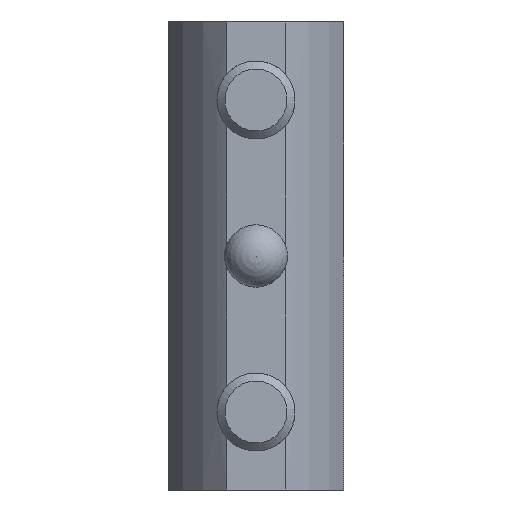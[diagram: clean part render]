
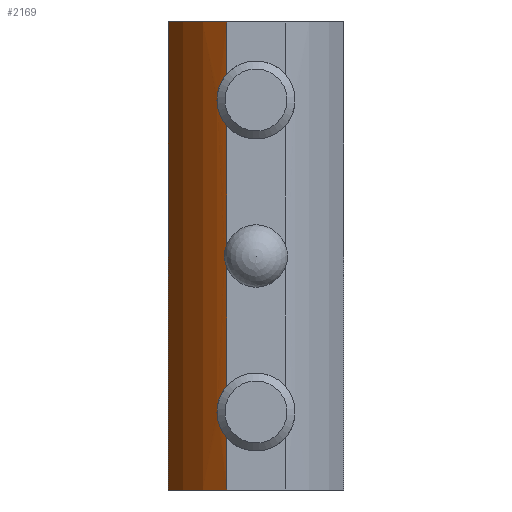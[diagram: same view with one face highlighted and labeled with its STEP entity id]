
A CAD part, front view. The second image highlights one B-rep face of the part: STEP entity #2169.
In plain terms, the highlighted cylindrical face has radius 15.552 mm (diameter 31.104 mm), a partial arc.
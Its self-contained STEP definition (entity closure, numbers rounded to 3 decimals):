
#155=B_SPLINE_CURVE_WITH_KNOTS('',3,(#3114,#3115,#3116,#3117,#3118,#3119,
#3120,#3121,#3122,#3123),.UNSPECIFIED.,.F.,.F.,(4,2,2,2,4),(0.763,
0.871,0.985,1.099,1.207),
 .UNSPECIFIED.);
#167=B_SPLINE_CURVE_WITH_KNOTS('',3,(#3482,#3483,#3484,#3485,#3486,#3487,
#3488,#3489,#3490,#3491),.UNSPECIFIED.,.F.,.F.,(4,2,2,2,4),(0.406,
0.436,0.49,0.545,0.575),
 .UNSPECIFIED.);
#168=B_SPLINE_CURVE_WITH_KNOTS('',3,(#3495,#3496,#3497,#3498,#3499,#3500,
#3501,#3502,#3503,#3504),.UNSPECIFIED.,.F.,.F.,(4,2,2,2,4),(0.763,
0.871,0.985,1.099,1.207),
 .UNSPECIFIED.);
#282=FACE_OUTER_BOUND('',#426,.T.);
#426=EDGE_LOOP('',(#1627,#1628,#1629,#1630,#1631,#1632,#1633,#1634,#1635,
#1636));
#578=LINE('',#3480,#724);
#579=LINE('',#3493,#725);
#580=LINE('',#3506,#726);
#581=LINE('',#3510,#727);
#582=LINE('',#3513,#728);
#724=VECTOR('',#2723,9.181);
#725=VECTOR('',#2724,9.181);
#726=VECTOR('',#2725,4.016);
#727=VECTOR('',#2728,36.);
#728=VECTOR('',#2731,4.016);
#844=CIRCLE('',#2340,15.552);
#845=CIRCLE('',#2341,15.552);
#912=VERTEX_POINT('',#3111);
#913=VERTEX_POINT('',#3113);
#969=VERTEX_POINT('',#3479);
#970=VERTEX_POINT('',#3481);
#971=VERTEX_POINT('',#3492);
#972=VERTEX_POINT('',#3494);
#973=VERTEX_POINT('',#3505);
#974=VERTEX_POINT('',#3507);
#975=VERTEX_POINT('',#3509);
#976=VERTEX_POINT('',#3511);
#1096=EDGE_CURVE('',#913,#912,#155,.T.);
#1199=EDGE_CURVE('',#969,#912,#578,.T.);
#1200=EDGE_CURVE('',#969,#970,#167,.T.);
#1201=EDGE_CURVE('',#971,#970,#579,.T.);
#1202=EDGE_CURVE('',#971,#972,#168,.T.);
#1203=EDGE_CURVE('',#973,#972,#580,.T.);
#1204=EDGE_CURVE('',#974,#973,#844,.T.);
#1205=EDGE_CURVE('',#975,#974,#581,.T.);
#1206=EDGE_CURVE('',#976,#975,#845,.T.);
#1207=EDGE_CURVE('',#913,#976,#582,.T.);
#1627=ORIENTED_EDGE('',*,*,#1096,.T.);
#1628=ORIENTED_EDGE('',*,*,#1199,.F.);
#1629=ORIENTED_EDGE('',*,*,#1200,.T.);
#1630=ORIENTED_EDGE('',*,*,#1201,.F.);
#1631=ORIENTED_EDGE('',*,*,#1202,.T.);
#1632=ORIENTED_EDGE('',*,*,#1203,.F.);
#1633=ORIENTED_EDGE('',*,*,#1204,.F.);
#1634=ORIENTED_EDGE('',*,*,#1205,.F.);
#1635=ORIENTED_EDGE('',*,*,#1206,.F.);
#1636=ORIENTED_EDGE('',*,*,#1207,.F.);
#1982=CYLINDRICAL_SURFACE('',#2339,15.552);
#2169=ADVANCED_FACE('',(#282),#1982,.T.);
#2339=AXIS2_PLACEMENT_3D('',#3478,#2721,#2722);
#2340=AXIS2_PLACEMENT_3D('',#3508,#2726,#2727);
#2341=AXIS2_PLACEMENT_3D('',#3512,#2729,#2730);
#2721=DIRECTION('center_axis',(0.,0.,1.));
#2722=DIRECTION('ref_axis',(-0.936,-0.351,0.));
#2723=DIRECTION('',(0.,0.,-1.));
#2724=DIRECTION('',(0.,0.,-1.));
#2725=DIRECTION('',(0.,0.,-1.));
#2726=DIRECTION('center_axis',(0.,0.,1.));
#2727=DIRECTION('ref_axis',(-0.936,-0.351,0.));
#2728=DIRECTION('',(0.,0.,1.));
#2729=DIRECTION('center_axis',(0.,0.,-1.));
#2730=DIRECTION('ref_axis',(-0.936,-0.351,0.));
#2731=DIRECTION('',(0.,0.,-1.));
#3111=CARTESIAN_POINT('',(-2.25,-10.9,-10.016));
#3113=CARTESIAN_POINT('',(-2.25,-10.9,-13.984));
#3114=CARTESIAN_POINT('Ctrl Pts',(-2.25,-10.9,-13.984));
#3115=CARTESIAN_POINT('Ctrl Pts',(-2.459,-10.723,-13.748));
#3116=CARTESIAN_POINT('Ctrl Pts',(-2.648,-10.551,-13.454));
#3117=CARTESIAN_POINT('Ctrl Pts',(-2.923,-10.296,-12.773));
#3118=CARTESIAN_POINT('Ctrl Pts',(-3.,-10.22,-12.381));
#3119=CARTESIAN_POINT('Ctrl Pts',(-3.,-10.22,-11.619));
#3120=CARTESIAN_POINT('Ctrl Pts',(-2.923,-10.296,-11.227));
#3121=CARTESIAN_POINT('Ctrl Pts',(-2.648,-10.551,-10.546));
#3122=CARTESIAN_POINT('Ctrl Pts',(-2.459,-10.723,-10.252));
#3123=CARTESIAN_POINT('Ctrl Pts',(-2.25,-10.9,-10.016));
#3478=CARTESIAN_POINT('Origin',(7.813,0.957,0.));
#3479=CARTESIAN_POINT('',(-2.25,-10.9,-0.835));
#3480=CARTESIAN_POINT('',(-2.25,-10.9,0.));
#3481=CARTESIAN_POINT('',(-2.25,-10.9,0.835));
#3482=CARTESIAN_POINT('Ctrl Pts',(-2.25,-10.9,-0.835));
#3483=CARTESIAN_POINT('Ctrl Pts',(-2.294,-10.863,-0.748));
#3484=CARTESIAN_POINT('Ctrl Pts',(-2.331,-10.831,-0.655));
#3485=CARTESIAN_POINT('Ctrl Pts',(-2.415,-10.758,-0.377));
#3486=CARTESIAN_POINT('Ctrl Pts',(-2.442,-10.734,-0.182));
#3487=CARTESIAN_POINT('Ctrl Pts',(-2.442,-10.734,0.182));
#3488=CARTESIAN_POINT('Ctrl Pts',(-2.415,-10.758,0.377));
#3489=CARTESIAN_POINT('Ctrl Pts',(-2.331,-10.831,0.655));
#3490=CARTESIAN_POINT('Ctrl Pts',(-2.294,-10.863,0.748));
#3491=CARTESIAN_POINT('Ctrl Pts',(-2.25,-10.9,0.835));
#3492=CARTESIAN_POINT('',(-2.25,-10.9,10.016));
#3493=CARTESIAN_POINT('',(-2.25,-10.9,0.));
#3494=CARTESIAN_POINT('',(-2.25,-10.9,13.984));
#3495=CARTESIAN_POINT('Ctrl Pts',(-2.25,-10.9,10.016));
#3496=CARTESIAN_POINT('Ctrl Pts',(-2.459,-10.723,10.252));
#3497=CARTESIAN_POINT('Ctrl Pts',(-2.648,-10.551,10.546));
#3498=CARTESIAN_POINT('Ctrl Pts',(-2.923,-10.296,11.227));
#3499=CARTESIAN_POINT('Ctrl Pts',(-3.,-10.22,11.619));
#3500=CARTESIAN_POINT('Ctrl Pts',(-3.,-10.22,12.381));
#3501=CARTESIAN_POINT('Ctrl Pts',(-2.923,-10.296,12.773));
#3502=CARTESIAN_POINT('Ctrl Pts',(-2.648,-10.551,13.454));
#3503=CARTESIAN_POINT('Ctrl Pts',(-2.459,-10.723,13.748));
#3504=CARTESIAN_POINT('Ctrl Pts',(-2.25,-10.9,13.984));
#3505=CARTESIAN_POINT('',(-2.25,-10.9,18.));
#3506=CARTESIAN_POINT('',(-2.25,-10.9,0.));
#3507=CARTESIAN_POINT('',(-6.75,-4.5,18.));
#3508=CARTESIAN_POINT('Origin',(7.813,0.957,18.));
#3509=CARTESIAN_POINT('',(-6.75,-4.5,-18.));
#3510=CARTESIAN_POINT('',(-6.75,-4.5,0.));
#3511=CARTESIAN_POINT('',(-2.25,-10.9,-18.));
#3512=CARTESIAN_POINT('Origin',(7.813,0.957,-18.));
#3513=CARTESIAN_POINT('',(-2.25,-10.9,0.));
